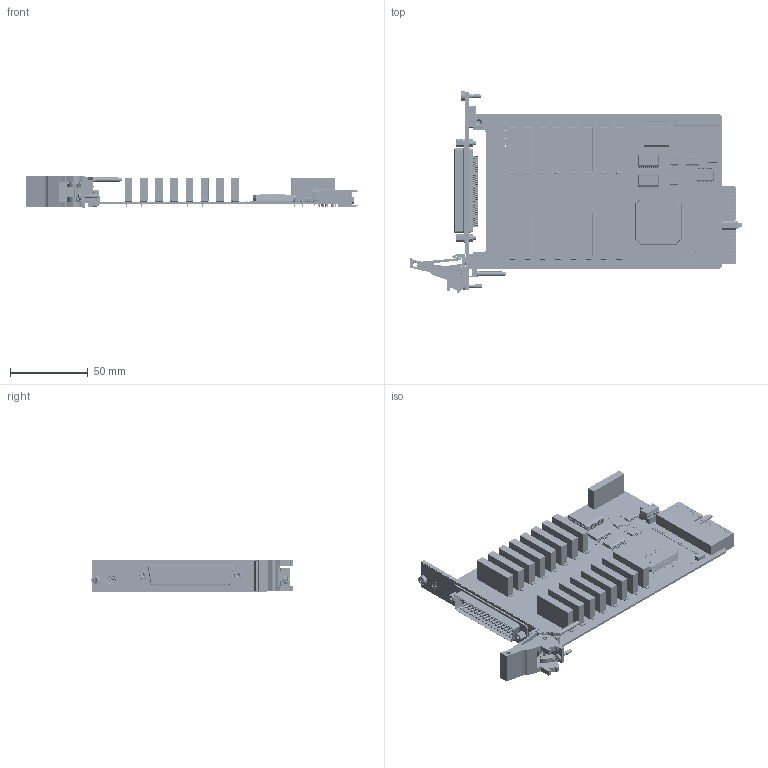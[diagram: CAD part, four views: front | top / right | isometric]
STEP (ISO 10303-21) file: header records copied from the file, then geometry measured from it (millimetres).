
FILE_DESCRIPTION (( 'STEP AP203' ), '1' );
FILE_NAME ('40-156-001 BASIC ASSY-S23.STEP', '2014-01-23T12:28:40', ( 'admin' ), ( 'Hewlett-Packard Company' ), 'SwSTEP 2.0', 'SolidWorks 2012', '' );
FILE_SCHEMA (( 'CONFIG_CONTROL_DESIGN' ));
Products named in the file (43): 40-156-001 BASIC ASSY-S23; C-CN-073 Screwlock 8mm Screw Lenght_3.45 space; C-CN-073-NUT M2-5 Screwlock nut_C-FX-028 M2,5 Nut; C-CN-073-WASHER Star washer_M2.5; C-CN-073-SCREW 4-40 UNC Screwlock_5mm Hexagonal spacer; C-CN-117 D TYPE 50 WAY PLUG SILVER; A-FP-207-L1 PXI 1 x 50 D FP Full Assy; C-FX-042 Screw M2.5x6 CSK Pozi_M 2.5x06 - C-FX-042; C-FX-025 Pcb Mounting Bracket; Z-FX-2001 FP Fixing - Bush + Screw; C-BK-026 Bush Front Panel Mounting; C-FX-165 CPCI Ejector Handle; L-FX-165 PXI Handle Label; P-FX-017 M2,5 Collar Posi-Slot Screw; C-FX-165 Handle Pin; C-FX-165 Handle Finger; C-FX-165 Handle Body; A-FP-207 PXI 1 Slot 1 x 50 D FP + Label Assy; L-FP-207-L1 PXI 1 Slot 1 x 50 Way D FP Label; L-FP-207-# PXI 1 Slot 1 x 50 Way D FP Label; C-FP-207 FP PXI 1 Slot 1x50 D; C-BP-015 PXI 3U x 1 Slot Blank Panel; C-FX-101 M2.5x6mm Pan Head Cross Recess Screw_ISO_ISO 7045 - M2.5 x 6 - Z --- 6N; A-PC-306 PXI 40-156 PCB; S-PC-306 PXI 40-156 PCB; C-IC-081 IC UCN-5832EP Line Driv; C-RL-162 Power Relay SPDT 6A 6VDC; C-RS-147 Res 100R 0603 1-16W 1% 100PPM; C-CN-035 SOCKET IC 8 WAY DIL low profil_Vìchoz¡; C-IC-099 DIP8 Package_No Text; C-CN-355 Compact pci connector 3; C-SC-045 Diode quadro melf LS4148; C-IC-090 IC M 93C56_No Text; C-IC-101 IC 74HCT244 SMD; C-IC-100 IC 74HCT273 SMD_Without Pckage Description; C-IC-087 IC 74HCT32D Logic IC Smt_No Text; C-IC-056 IC TL7705ACD SMT_No Text; C-IC-219 PLX PCI9052; C-RS-102 RES 4x10R 1206 1-16W 5% 200PPM; C-RS-079 Res N-W 4x10K 1206 CRA3A4E10K ...
Assembly tree (106 placements, depth 5):
  40-156-001 BASIC ASSY-S23
    A-PC-306 PXI 40-156 PCB
      S-PC-306 PXI 40-156 PCB
        C-PC-306 PXI 40-156 PCB
        C-CP-034  x17
        C-CP-160 Cap 10uF 16V Tant Smt (C.CASE)  x2
        C-RS-079 Res N-W 4x10K 1206 CRA3A4E10K  x2
        C-RS-102 RES 4x10R 1206 1-16W 5% 200PPM  x12
        C-IC-219 PLX PCI9052
        C-IC-056 IC TL7705ACD SMT_No Text
        C-IC-087 IC 74HCT32D Logic IC Smt_No Text
        C-IC-100 IC 74HCT273 SMD_Without Pckage Description
        C-IC-101 IC 74HCT244 SMD
        C-IC-090 IC M 93C56_No Text
        C-SC-045 Diode quadro melf LS4148  x16
        C-CN-355 Compact pci connector 3
        C-IC-099 DIP8 Package_No Text
        C-CN-035 SOCKET IC 8 WAY DIL low profil_Vìchoz¡
        C-RS-147 Res 100R 0603 1-16W 1% 100PPM
        C-RL-162 Power Relay SPDT 6A 6VDC  x17
        C-IC-081 IC UCN-5832EP Line Driv
    C-FX-101 M2.5x6mm Pan Head Cross Recess Screw_ISO_ISO 7045 - M2.5 x 6 - Z --- 6N  x2
    A-FP-207-L1 PXI 1 x 50 D FP Full Assy
      A-FP-207 PXI 1 Slot 1 x 50 D FP + Label Assy
        C-FP-207 FP PXI 1 Slot 1x50 D
          C-BP-015 PXI 3U x 1 Slot Blank Panel
        L-FP-207-L1 PXI 1 Slot 1 x 50 Way D FP Label
          L-FP-207-# PXI 1 Slot 1 x 50 Way D FP Label
      C-FX-165 CPCI Ejector Handle
        C-FX-165 Handle Body
        C-FX-165 Handle Finger
        C-FX-165 Handle Pin
        P-FX-017 M2,5 Collar Posi-Slot Screw
        L-FX-165 PXI Handle Label
      Z-FX-2001 FP Fixing - Bush + Screw
        C-BK-026 Bush Front Panel Mounting
        P-FX-017 M2,5 Collar Posi-Slot Screw
      C-FX-025 Pcb Mounting Bracket
      C-FX-042 Screw M2.5x6 CSK Pozi_M 2.5x06 - C-FX-042
      C-FX-101 M2.5x6mm Pan Head Cross Recess Screw_ISO_ISO 7045 - M2.5 x 6 - Z --- 6N
    C-CN-117 D TYPE 50 WAY PLUG SILVER
    C-CN-073 Screwlock 8mm Screw Lenght_3.45 space  x2
      C-CN-073-SCREW 4-40 UNC Screwlock_5mm Hexagonal spacer
      C-CN-073-WASHER Star washer_M2.5
      C-CN-073-NUT M2-5 Screwlock nut_C-FX-028 M2,5 Nut
Bounding box: 214.01 x 129.67 x 20 mm (x, y, z)
Volume: 90727.4 mm3; surface area: 91188.6 mm2
Topology: 106 solids, 133 shells, 9413 faces, 24089 edges, 15280 vertices
Faces by surface type: plane 6125, cylinder 2360, bspline 414, cone 249, sphere 155, torus 110
Entity records: 221569 total; most frequent: CARTESIAN_POINT 54140, ORIENTED_EDGE 34000, DIRECTION 32182, EDGE_CURVE 17002, VECTOR 12480, LINE 12480, VERTEX_POINT 10893, AXIS2_PLACEMENT_3D 9851
